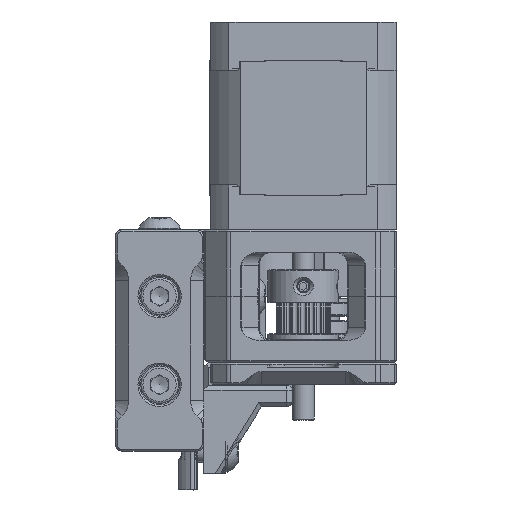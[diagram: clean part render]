
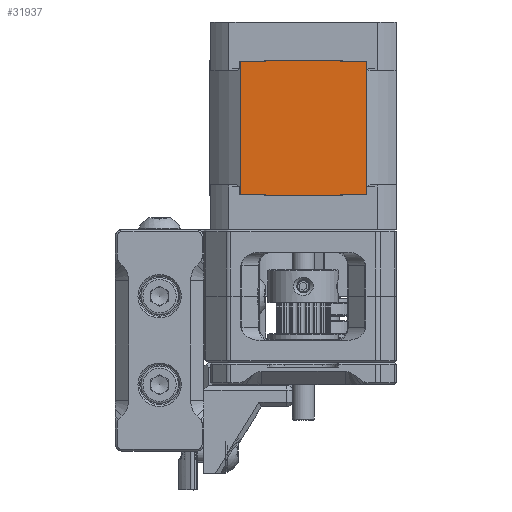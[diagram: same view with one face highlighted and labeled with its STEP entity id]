
A CAD part, front view. The second image highlights one B-rep face of the part: STEP entity #31937.
In plain terms, the highlighted planar face has unit normal (0, -1, 0).
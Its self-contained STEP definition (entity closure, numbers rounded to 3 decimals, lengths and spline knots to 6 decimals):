
#2168=LINE('',#56103,#4438);
#2174=LINE('',#56129,#4444);
#2188=LINE('',#56172,#4458);
#2190=LINE('',#56176,#4460);
#2192=LINE('',#56182,#4462);
#2244=LINE('',#56371,#4514);
#2245=LINE('',#56377,#4515);
#2246=LINE('',#56381,#4516);
#2248=LINE('',#56388,#4518);
#2250=LINE('',#56393,#4520);
#2251=LINE('',#56395,#4521);
#2258=LINE('',#56424,#4528);
#4438=VECTOR('',#43217,1.);
#4444=VECTOR('',#43245,1.);
#4458=VECTOR('',#43285,1.);
#4460=VECTOR('',#43289,1.);
#4462=VECTOR('',#43295,1.);
#4514=VECTOR('',#43489,1.);
#4515=VECTOR('',#43496,1.);
#4516=VECTOR('',#43501,1.);
#4518=VECTOR('',#43507,1.);
#4520=VECTOR('',#43513,1.);
#4521=VECTOR('',#43516,1.);
#4528=VECTOR('',#43549,1.);
#6555=PLANE('',#36141);
#12307=ORIENTED_EDGE('',*,*,#18427,.T.);
#12308=ORIENTED_EDGE('',*,*,#18429,.T.);
#12309=ORIENTED_EDGE('',*,*,#18436,.T.);
#12310=ORIENTED_EDGE('',*,*,#18424,.T.);
#12311=ORIENTED_EDGE('',*,*,#18435,.T.);
#12312=ORIENTED_EDGE('',*,*,#18432,.T.);
#12313=ORIENTED_EDGE('',*,*,#18449,.T.);
#12314=ORIENTED_EDGE('',*,*,#18333,.T.);
#12315=ORIENTED_EDGE('',*,*,#18330,.F.);
#12316=ORIENTED_EDGE('',*,*,#18306,.F.);
#12317=ORIENTED_EDGE('',*,*,#18293,.F.);
#12318=ORIENTED_EDGE('',*,*,#18328,.T.);
#18293=EDGE_CURVE('',#21869,#21870,#2168,.T.);
#18306=EDGE_CURVE('',#21870,#21879,#2174,.T.);
#18328=EDGE_CURVE('',#21869,#21894,#2188,.T.);
#18330=EDGE_CURVE('',#21879,#21896,#2190,.T.);
#18333=EDGE_CURVE('',#21898,#21896,#2192,.T.);
#18424=EDGE_CURVE('',#21964,#21963,#2244,.T.);
#18427=EDGE_CURVE('',#21894,#21965,#2245,.T.);
#18429=EDGE_CURVE('',#21965,#21966,#2246,.T.);
#18432=EDGE_CURVE('',#21970,#21969,#2248,.T.);
#18435=EDGE_CURVE('',#21963,#21970,#2250,.T.);
#18436=EDGE_CURVE('',#21966,#21964,#2251,.T.);
#18449=EDGE_CURVE('',#21969,#21898,#2258,.T.);
#21869=VERTEX_POINT('',#56102);
#21870=VERTEX_POINT('',#56104);
#21879=VERTEX_POINT('',#56130);
#21894=VERTEX_POINT('',#56171);
#21896=VERTEX_POINT('',#56177);
#21898=VERTEX_POINT('',#56183);
#21963=VERTEX_POINT('',#56370);
#21964=VERTEX_POINT('',#56372);
#21965=VERTEX_POINT('',#56376);
#21966=VERTEX_POINT('',#56380);
#21969=VERTEX_POINT('',#56387);
#21970=VERTEX_POINT('',#56389);
#26392=EDGE_LOOP('',(#12307,#12308,#12309,#12310,#12311,#12312,#12313,#12314,
#12315,#12316,#12317,#12318));
#29065=FACE_BOUND('',#26392,.T.);
#31937=ADVANCED_FACE('',(#29065),#6555,.T.);
#36141=AXIS2_PLACEMENT_3D('',#56423,#43547,#43548);
#43217=DIRECTION('',(-1.,0.,0.));
#43245=DIRECTION('',(0.,0.,1.));
#43285=DIRECTION('',(0.,0.,-1.));
#43289=DIRECTION('',(1.,0.,0.));
#43295=DIRECTION('',(0.,0.,-1.));
#43489=DIRECTION('',(0.,0.,1.));
#43496=DIRECTION('',(1.,0.,0.));
#43501=DIRECTION('',(0.,0.,1.));
#43507=DIRECTION('',(0.,0.,1.));
#43513=DIRECTION('',(-1.,0.,0.));
#43516=DIRECTION('',(1.,0.,0.));
#43547=DIRECTION('',(0.,-1.,0.));
#43548=DIRECTION('',(0.,0.,1.));
#43549=DIRECTION('',(-1.,0.,0.));
#56102=CARTESIAN_POINT('',(-0.169606,-0.2276,0.0229));
#56103=CARTESIAN_POINT('',(-0.175478,-0.2276,0.0229));
#56104=CARTESIAN_POINT('',(-0.17533,-0.2276,0.0229));
#56129=CARTESIAN_POINT('',(-0.17533,-0.2276,0.0229));
#56130=CARTESIAN_POINT('',(-0.17533,-0.2276,0.0531));
#56171=CARTESIAN_POINT('',(-0.169606,-0.2276,0.0228));
#56172=CARTESIAN_POINT('',(-0.169606,-0.2276,0.0229));
#56176=CARTESIAN_POINT('',(-0.169605,-0.2276,0.0531));
#56177=CARTESIAN_POINT('',(-0.169606,-0.2276,0.0531));
#56182=CARTESIAN_POINT('',(-0.169606,-0.2276,0.0229));
#56183=CARTESIAN_POINT('',(-0.169606,-0.2276,0.0532));
#56370=CARTESIAN_POINT('',(-0.14687,-0.2276,0.0531));
#56371=CARTESIAN_POINT('',(-0.14687,-0.2276,0.0229));
#56372=CARTESIAN_POINT('',(-0.14687,-0.2276,0.0229));
#56376=CARTESIAN_POINT('',(-0.152594,-0.2276,0.0228));
#56377=CARTESIAN_POINT('',(-0.146869,-0.2276,0.0228));
#56380=CARTESIAN_POINT('',(-0.152594,-0.2276,0.0229));
#56381=CARTESIAN_POINT('',(-0.152594,-0.2276,0.0229));
#56387=CARTESIAN_POINT('',(-0.152594,-0.2276,0.0532));
#56388=CARTESIAN_POINT('',(-0.152594,-0.2276,0.0229));
#56389=CARTESIAN_POINT('',(-0.152594,-0.2276,0.0531));
#56393=CARTESIAN_POINT('',(-0.146869,-0.2276,0.0531));
#56395=CARTESIAN_POINT('',(-0.146869,-0.2276,0.0229));
#56423=CARTESIAN_POINT('',(-0.146869,-0.2276,0.022799));
#56424=CARTESIAN_POINT('',(-0.146869,-0.2276,0.0532));
